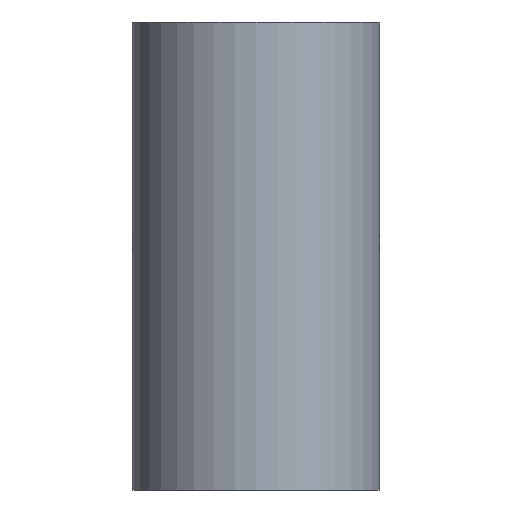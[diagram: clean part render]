
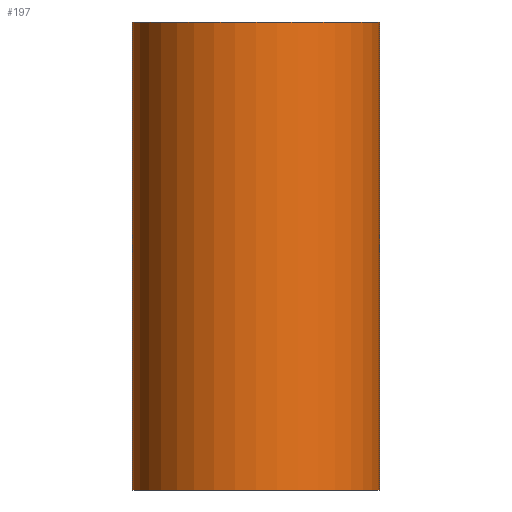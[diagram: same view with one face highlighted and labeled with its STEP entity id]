
A CAD part, front view. The second image highlights one B-rep face of the part: STEP entity #197.
In plain terms, the highlighted cylindrical face has radius 37.5 mm (diameter 75 mm), a full revolution.
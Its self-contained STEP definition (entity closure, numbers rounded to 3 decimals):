
#16=B_SPLINE_CURVE_WITH_KNOTS('',3,(#377,#378,#379,#380,#381,#382,#383,
#384,#385,#386,#387,#388,#389,#390,#391,#392,#393,#394,#395,#396,#397,#398,
#399,#400,#401,#402,#403,#404,#405,#406,#407,#408,#409,#410,#411,#412,#413,
#414,#415,#416,#417,#418,#419,#420,#421,#422,#423,#424,#425,#426,#427,#428,
#429,#430,#431,#432,#433,#434,#435,#436,#437,#438,#439,#440,#441,#442),
 .UNSPECIFIED.,.T.,.F.,(4,2,2,2,2,2,2,2,2,2,2,2,2,2,2,2,2,2,2,2,2,2,2,2,
2,2,2,2,2,2,2,2,4),(0.,0.326,0.651,0.977,
1.303,1.628,1.953,2.278,2.603,
2.929,3.254,3.579,3.904,4.23,
4.555,4.881,5.207,5.533,5.858,
6.184,6.51,6.835,7.16,7.485,
7.81,8.135,8.46,8.786,9.111,
9.436,9.762,10.088,10.414),
 .UNSPECIFIED.);
#29=CYLINDRICAL_SURFACE('',#230,37.5);
#44=FACE_BOUND('',#92,.T.);
#45=FACE_BOUND('',#93,.T.);
#61=FACE_OUTER_BOUND('',#91,.T.);
#91=EDGE_LOOP('',(#174));
#92=EDGE_LOOP('',(#175));
#93=EDGE_LOOP('',(#176));
#101=CIRCLE('',#208,37.5);
#105=CIRCLE('',#215,37.5);
#116=VERTEX_POINT('',#307);
#120=VERTEX_POINT('',#318);
#129=VERTEX_POINT('',#376);
#133=EDGE_CURVE('',#116,#116,#101,.T.);
#137=EDGE_CURVE('',#120,#120,#105,.T.);
#146=EDGE_CURVE('',#129,#129,#16,.T.);
#174=ORIENTED_EDGE('',*,*,#133,.F.);
#175=ORIENTED_EDGE('',*,*,#137,.F.);
#176=ORIENTED_EDGE('',*,*,#146,.T.);
#197=ADVANCED_FACE('',(#61,#44,#45),#29,.T.);
#208=AXIS2_PLACEMENT_3D('',#308,#247,#248);
#215=AXIS2_PLACEMENT_3D('',#319,#261,#262);
#230=AXIS2_PLACEMENT_3D('',#443,#291,#292);
#247=DIRECTION('center_axis',(0.,0.,1.));
#248=DIRECTION('ref_axis',(-1.,0.,0.));
#261=DIRECTION('center_axis',(0.,0.,-1.));
#262=DIRECTION('ref_axis',(-1.,0.,0.));
#291=DIRECTION('center_axis',(0.,0.,1.));
#292=DIRECTION('ref_axis',(-1.,0.,0.));
#307=CARTESIAN_POINT('',(37.5,0.,71.));
#308=CARTESIAN_POINT('Origin',(0.,0.,71.));
#318=CARTESIAN_POINT('',(37.5,0.,-71.));
#319=CARTESIAN_POINT('Origin',(0.,0.,-71.));
#376=CARTESIAN_POINT('',(17.,33.425,0.));
#377=CARTESIAN_POINT('Ctrl Pts',(17.,33.425,0.));
#378=CARTESIAN_POINT('Ctrl Pts',(17.,33.425,1.086));
#379=CARTESIAN_POINT('Ctrl Pts',(16.894,33.48,2.202));
#380=CARTESIAN_POINT('Ctrl Pts',(16.456,33.697,4.412));
#381=CARTESIAN_POINT('Ctrl Pts',(16.124,33.86,5.505));
#382=CARTESIAN_POINT('Ctrl Pts',(15.252,34.262,7.593));
#383=CARTESIAN_POINT('Ctrl Pts',(14.712,34.5,8.59));
#384=CARTESIAN_POINT('Ctrl Pts',(13.47,35.004,10.431));
#385=CARTESIAN_POINT('Ctrl Pts',(12.767,35.268,11.274));
#386=CARTESIAN_POINT('Ctrl Pts',(11.275,35.773,12.766));
#387=CARTESIAN_POINT('Ctrl Pts',(10.433,36.032,13.468));
#388=CARTESIAN_POINT('Ctrl Pts',(8.592,36.515,14.711));
#389=CARTESIAN_POINT('Ctrl Pts',(7.594,36.738,15.252));
#390=CARTESIAN_POINT('Ctrl Pts',(5.504,37.109,16.124));
#391=CARTESIAN_POINT('Ctrl Pts',(4.41,37.256,16.457));
#392=CARTESIAN_POINT('Ctrl Pts',(2.2,37.452,16.895));
#393=CARTESIAN_POINT('Ctrl Pts',(1.084,37.5,17.));
#394=CARTESIAN_POINT('Ctrl Pts',(-1.084,37.5,17.));
#395=CARTESIAN_POINT('Ctrl Pts',(-2.2,37.452,16.895));
#396=CARTESIAN_POINT('Ctrl Pts',(-4.41,37.256,16.457));
#397=CARTESIAN_POINT('Ctrl Pts',(-5.504,37.109,16.124));
#398=CARTESIAN_POINT('Ctrl Pts',(-7.594,36.738,15.252));
#399=CARTESIAN_POINT('Ctrl Pts',(-8.592,36.515,14.711));
#400=CARTESIAN_POINT('Ctrl Pts',(-10.433,36.032,13.468));
#401=CARTESIAN_POINT('Ctrl Pts',(-11.275,35.773,12.766));
#402=CARTESIAN_POINT('Ctrl Pts',(-12.767,35.268,11.274));
#403=CARTESIAN_POINT('Ctrl Pts',(-13.47,35.004,10.431));
#404=CARTESIAN_POINT('Ctrl Pts',(-14.712,34.5,8.59));
#405=CARTESIAN_POINT('Ctrl Pts',(-15.252,34.262,7.593));
#406=CARTESIAN_POINT('Ctrl Pts',(-16.124,33.86,5.505));
#407=CARTESIAN_POINT('Ctrl Pts',(-16.456,33.697,4.412));
#408=CARTESIAN_POINT('Ctrl Pts',(-16.894,33.48,2.202));
#409=CARTESIAN_POINT('Ctrl Pts',(-17.,33.425,1.086));
#410=CARTESIAN_POINT('Ctrl Pts',(-17.,33.425,-1.086));
#411=CARTESIAN_POINT('Ctrl Pts',(-16.894,33.48,-2.202));
#412=CARTESIAN_POINT('Ctrl Pts',(-16.456,33.697,-4.412));
#413=CARTESIAN_POINT('Ctrl Pts',(-16.124,33.86,-5.505));
#414=CARTESIAN_POINT('Ctrl Pts',(-15.252,34.262,-7.593));
#415=CARTESIAN_POINT('Ctrl Pts',(-14.712,34.5,-8.59));
#416=CARTESIAN_POINT('Ctrl Pts',(-13.47,35.004,-10.431));
#417=CARTESIAN_POINT('Ctrl Pts',(-12.767,35.268,-11.274));
#418=CARTESIAN_POINT('Ctrl Pts',(-11.275,35.773,-12.766));
#419=CARTESIAN_POINT('Ctrl Pts',(-10.433,36.032,-13.468));
#420=CARTESIAN_POINT('Ctrl Pts',(-8.592,36.515,-14.711));
#421=CARTESIAN_POINT('Ctrl Pts',(-7.594,36.738,-15.252));
#422=CARTESIAN_POINT('Ctrl Pts',(-5.504,37.109,-16.124));
#423=CARTESIAN_POINT('Ctrl Pts',(-4.41,37.256,-16.457));
#424=CARTESIAN_POINT('Ctrl Pts',(-2.2,37.452,-16.895));
#425=CARTESIAN_POINT('Ctrl Pts',(-1.084,37.5,-17.));
#426=CARTESIAN_POINT('Ctrl Pts',(1.084,37.5,-17.));
#427=CARTESIAN_POINT('Ctrl Pts',(2.2,37.452,-16.895));
#428=CARTESIAN_POINT('Ctrl Pts',(4.41,37.256,-16.457));
#429=CARTESIAN_POINT('Ctrl Pts',(5.504,37.109,-16.124));
#430=CARTESIAN_POINT('Ctrl Pts',(7.594,36.738,-15.252));
#431=CARTESIAN_POINT('Ctrl Pts',(8.592,36.515,-14.711));
#432=CARTESIAN_POINT('Ctrl Pts',(10.433,36.032,-13.468));
#433=CARTESIAN_POINT('Ctrl Pts',(11.275,35.773,-12.766));
#434=CARTESIAN_POINT('Ctrl Pts',(12.767,35.268,-11.274));
#435=CARTESIAN_POINT('Ctrl Pts',(13.47,35.004,-10.431));
#436=CARTESIAN_POINT('Ctrl Pts',(14.712,34.5,-8.59));
#437=CARTESIAN_POINT('Ctrl Pts',(15.252,34.262,-7.593));
#438=CARTESIAN_POINT('Ctrl Pts',(16.124,33.86,-5.505));
#439=CARTESIAN_POINT('Ctrl Pts',(16.456,33.697,-4.412));
#440=CARTESIAN_POINT('Ctrl Pts',(16.894,33.48,-2.202));
#441=CARTESIAN_POINT('Ctrl Pts',(17.,33.425,-1.086));
#442=CARTESIAN_POINT('Ctrl Pts',(17.,33.425,0.));
#443=CARTESIAN_POINT('Origin',(0.,0.,0.));
